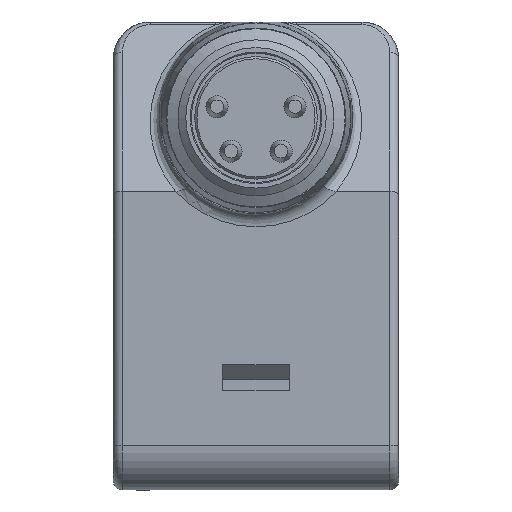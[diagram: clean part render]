
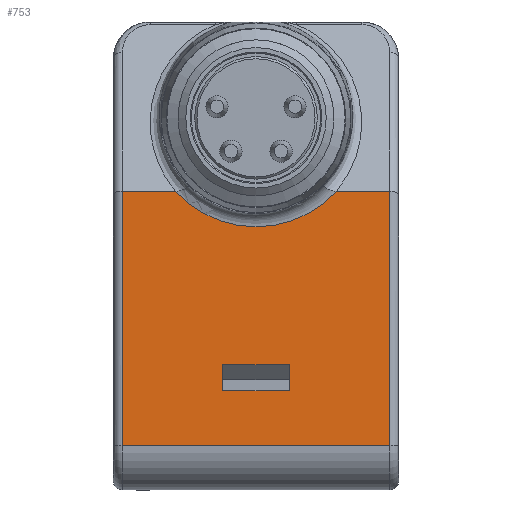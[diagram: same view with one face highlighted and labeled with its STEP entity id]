
A CAD part, left-side view. The second image highlights one B-rep face of the part: STEP entity #753.
In plain terms, the highlighted planar face has unit normal (-1, 0, 0).
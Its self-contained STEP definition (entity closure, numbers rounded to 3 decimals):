
#753 = ADVANCED_FACE( '', ( #1504, #1505 ), #1506, .F. );
#1504 = FACE_BOUND( '', #2859, .T. );
#1505 = FACE_OUTER_BOUND( '', #2860, .T. );
#1506 = PLANE( '', #2861 );
#2859 = EDGE_LOOP( '', ( #4453, #4454, #4455, #4456 ) );
#2860 = EDGE_LOOP( '', ( #4457, #4458, #4459, #4460, #4461, #4462 ) );
#2861 = AXIS2_PLACEMENT_3D( '', #4463, #4464, #4465 );
#4453 = ORIENTED_EDGE( '', *, *, #5973, .F. );
#4454 = ORIENTED_EDGE( '', *, *, #6080, .F. );
#4455 = ORIENTED_EDGE( '', *, *, #5905, .F. );
#4456 = ORIENTED_EDGE( '', *, *, #6081, .T. );
#4457 = ORIENTED_EDGE( '', *, *, #6082, .T. );
#4458 = ORIENTED_EDGE( '', *, *, #6066, .T. );
#4459 = ORIENTED_EDGE( '', *, *, #5686, .F. );
#4460 = ORIENTED_EDGE( '', *, *, #5881, .T. );
#4461 = ORIENTED_EDGE( '', *, *, #6083, .T. );
#4462 = ORIENTED_EDGE( '', *, *, #6084, .T. );
#4463 = CARTESIAN_POINT( '', ( -15.6, 2., 20. ) );
#4464 = DIRECTION( '', ( 1., 0., 0. ) );
#4465 = DIRECTION( '', ( 0., 0., -1. ) );
#5686 = EDGE_CURVE( '', #6625, #6626, #6627, .T. );
#5881 = EDGE_CURVE( '', #6625, #6947, #6949, .F. );
#5905 = EDGE_CURVE( '', #6981, #6979, #6983, .T. );
#5973 = EDGE_CURVE( '', #7082, #7084, #7085, .T. );
#6066 = EDGE_CURVE( '', #7209, #6626, #7210, .T. );
#6080 = EDGE_CURVE( '', #6979, #7082, #7229, .T. );
#6081 = EDGE_CURVE( '', #6981, #7084, #7230, .T. );
#6082 = EDGE_CURVE( '', #7220, #7209, #7231, .T. );
#6083 = EDGE_CURVE( '', #6947, #6367, #7232, .F. );
#6084 = EDGE_CURVE( '', #6367, #7220, #7233, .T. );
#6367 = VERTEX_POINT( '', #7581 );
#6625 = VERTEX_POINT( '', #7932 );
#6626 = VERTEX_POINT( '', #7933 );
#6627 = LINE( '', #7934, #7935 );
#6947 = VERTEX_POINT( '', #8670 );
#6949 = LINE( '', #8672, #8673 );
#6979 = VERTEX_POINT( '', #8717 );
#6981 = VERTEX_POINT( '', #8720 );
#6983 = LINE( '', #8723, #8724 );
#7082 = VERTEX_POINT( '', #8925 );
#7084 = VERTEX_POINT( '', #8928 );
#7085 = LINE( '', #8929, #8930 );
#7209 = VERTEX_POINT( '', #9098 );
#7210 = CIRCLE( '', #9099, 4.89 );
#7220 = VERTEX_POINT( '', #9115 );
#7229 = LINE( '', #9126, #9127 );
#7230 = LINE( '', #9128, #9129 );
#7231 = LINE( '', #9130, #9131 );
#7232 = LINE( '', #9132, #9133 );
#7233 = LINE( '', #9134, #9135 );
#7581 = CARTESIAN_POINT( '', ( -15.6, -6., 1. ) );
#7932 = CARTESIAN_POINT( '', ( -15.6, 6., 12.407 ) );
#7933 = CARTESIAN_POINT( '', ( -15.6, 3.614, 12.407 ) );
#7934 = CARTESIAN_POINT( '', ( -15.6, 2., 12.407 ) );
#7935 = VECTOR( '', #9861, 1000. );
#8670 = CARTESIAN_POINT( '', ( -15.6, 6., 1. ) );
#8672 = CARTESIAN_POINT( '', ( -15.6, 6., 1. ) );
#8673 = VECTOR( '', #10124, 1000. );
#8717 = CARTESIAN_POINT( '', ( -15.6, -1.5, 3.45 ) );
#8720 = CARTESIAN_POINT( '', ( -15.6, 1.5, 3.45 ) );
#8723 = CARTESIAN_POINT( '', ( -15.6, 2., 3.45 ) );
#8724 = VECTOR( '', #10144, 1000. );
#8925 = CARTESIAN_POINT( '', ( -15.6, -1.5, 4.63 ) );
#8928 = CARTESIAN_POINT( '', ( -15.6, 1.5, 4.63 ) );
#8929 = CARTESIAN_POINT( '', ( -15.6, 2., 4.63 ) );
#8930 = VECTOR( '', #10223, 1000. );
#9098 = CARTESIAN_POINT( '', ( -15.6, -3.614, 12.407 ) );
#9099 = AXIS2_PLACEMENT_3D( '', #10346, #10347, #10348 );
#9115 = CARTESIAN_POINT( '', ( -15.6, -6., 12.407 ) );
#9126 = CARTESIAN_POINT( '', ( -15.6, -1.5, 3.45 ) );
#9127 = VECTOR( '', #10363, 1000. );
#9128 = CARTESIAN_POINT( '', ( -15.6, 1.5, 3.45 ) );
#9129 = VECTOR( '', #10364, 1000. );
#9130 = CARTESIAN_POINT( '', ( -15.6, -32.067, 12.407 ) );
#9131 = VECTOR( '', #10365, 1000. );
#9132 = CARTESIAN_POINT( '', ( -15.6, 2., 1. ) );
#9133 = VECTOR( '', #10366, 1000. );
#9134 = CARTESIAN_POINT( '', ( -15.6, -6., 12.407 ) );
#9135 = VECTOR( '', #10367, 1000. );
#9861 = DIRECTION( '', ( 0., -1., 0. ) );
#10124 = DIRECTION( '', ( 0., 0., 1. ) );
#10144 = DIRECTION( '', ( 0., -1., 0. ) );
#10223 = DIRECTION( '', ( 0., 1., 0. ) );
#10346 = CARTESIAN_POINT( '', ( -15.6, 0., 15.7 ) );
#10347 = DIRECTION( '', ( 1., 0., 0. ) );
#10348 = DIRECTION( '', ( 0., 0., -1. ) );
#10363 = DIRECTION( '', ( 0., 0., 1. ) );
#10364 = DIRECTION( '', ( 0., 0., 1. ) );
#10365 = DIRECTION( '', ( 0., 1., 0. ) );
#10366 = DIRECTION( '', ( 0., 1., 0. ) );
#10367 = DIRECTION( '', ( 0., 0., 1. ) );
